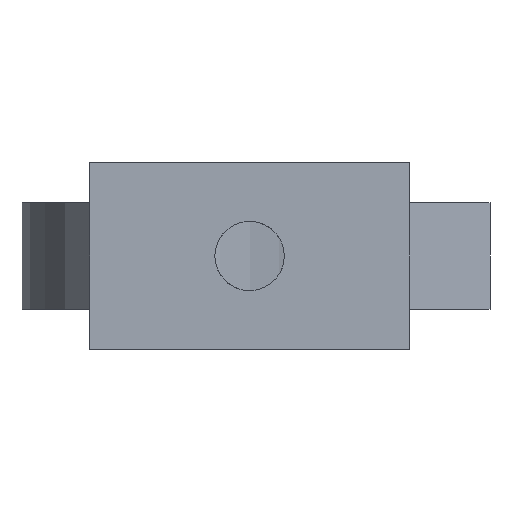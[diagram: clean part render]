
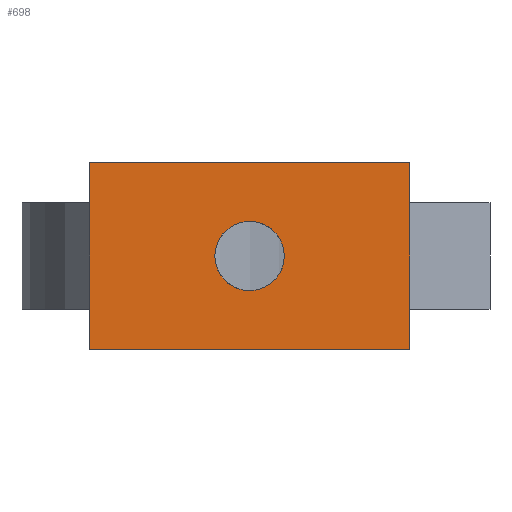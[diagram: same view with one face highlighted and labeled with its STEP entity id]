
A CAD part, front view. The second image highlights one B-rep face of the part: STEP entity #698.
In plain terms, the highlighted free-form (B-spline) face has degree [1, 1] with [2, 2] control points.
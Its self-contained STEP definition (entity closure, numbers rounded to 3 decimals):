
#114 = VERTEX_POINT('',#115);
#115 = CARTESIAN_POINT('',(0.,0.,-2.823));
#120 = EDGE_CURVE('',#121,#114,#123,.T.);
#121 = VERTEX_POINT('',#122);
#122 = CARTESIAN_POINT('',(0.,0.,2.823));
#123 = ( BOUNDED_CURVE() B_SPLINE_CURVE(2,(#124,#125,#126,#127,#128),
.UNSPECIFIED.,.F.,.F.) B_SPLINE_CURVE_WITH_KNOTS((3,2,3),(3.142,
4.712,6.283),.PIECEWISE_BEZIER_KNOTS.) CURVE() 
GEOMETRIC_REPRESENTATION_ITEM() RATIONAL_B_SPLINE_CURVE((1.,
0.707,1.,0.707,1.)) REPRESENTATION_ITEM('') );
#124 = CARTESIAN_POINT('',(0.,0.,2.823));
#125 = CARTESIAN_POINT('',(-2.823,0.,2.823));
#126 = CARTESIAN_POINT('',(-2.823,0.,0.));
#127 = CARTESIAN_POINT('',(-2.823,0.,-2.823));
#128 = CARTESIAN_POINT('',(0.,0.,-2.823));
#160 = VERTEX_POINT('',#161);
#161 = CARTESIAN_POINT('',(13.03,0.,7.601));
#166 = EDGE_CURVE('',#167,#160,#169,.T.);
#167 = VERTEX_POINT('',#168);
#168 = CARTESIAN_POINT('',(13.03,0.,-7.601));
#169 = B_SPLINE_CURVE_WITH_KNOTS('',1,(#170,#171),.UNSPECIFIED.,.F.,.F.,
  (2,2),(0.,14.),.PIECEWISE_BEZIER_KNOTS.);
#170 = CARTESIAN_POINT('',(13.03,0.,-7.601));
#171 = CARTESIAN_POINT('',(13.03,0.,7.601));
#216 = EDGE_CURVE('',#217,#219,#221,.T.);
#217 = VERTEX_POINT('',#218);
#218 = CARTESIAN_POINT('',(-13.03,0.,-7.601));
#219 = VERTEX_POINT('',#220);
#220 = CARTESIAN_POINT('',(-13.03,0.,7.601));
#221 = B_SPLINE_CURVE_WITH_KNOTS('',1,(#222,#223),.UNSPECIFIED.,.F.,.F.,
  (2,2),(0.,14.),.PIECEWISE_BEZIER_KNOTS.);
#222 = CARTESIAN_POINT('',(-13.03,0.,-7.601));
#223 = CARTESIAN_POINT('',(-13.03,0.,7.601));
#375 = EDGE_CURVE('',#219,#160,#376,.T.);
#376 = B_SPLINE_CURVE_WITH_KNOTS('',1,(#377,#378),.UNSPECIFIED.,.F.,.F.,
  (2,2),(0.,24.),.PIECEWISE_BEZIER_KNOTS.);
#377 = CARTESIAN_POINT('',(-13.03,0.,7.601));
#378 = CARTESIAN_POINT('',(13.03,0.,7.601));
#400 = EDGE_CURVE('',#114,#121,#401,.T.);
#401 = ( BOUNDED_CURVE() B_SPLINE_CURVE(2,(#402,#403,#404,#405,#406),
.UNSPECIFIED.,.F.,.F.) B_SPLINE_CURVE_WITH_KNOTS((3,2,3),(0.,
1.571,3.142),.PIECEWISE_BEZIER_KNOTS.) CURVE() 
GEOMETRIC_REPRESENTATION_ITEM() RATIONAL_B_SPLINE_CURVE((1.,
0.707,1.,0.707,1.)) REPRESENTATION_ITEM('') );
#402 = CARTESIAN_POINT('',(0.,0.,-2.823));
#403 = CARTESIAN_POINT('',(2.823,0.,-2.823));
#404 = CARTESIAN_POINT('',(2.823,0.,0.));
#405 = CARTESIAN_POINT('',(2.823,0.,2.823));
#406 = CARTESIAN_POINT('',(0.,0.,2.823));
#698 = ADVANCED_FACE('',(#699,#703),#713,.T.);
#699 = FACE_BOUND('',#700,.T.);
#700 = EDGE_LOOP('',(#701,#702));
#701 = ORIENTED_EDGE('',*,*,#400,.F.);
#702 = ORIENTED_EDGE('',*,*,#120,.F.);
#703 = FACE_BOUND('',#704,.T.);
#704 = EDGE_LOOP('',(#705,#706,#707,#708));
#705 = ORIENTED_EDGE('',*,*,#166,.T.);
#706 = ORIENTED_EDGE('',*,*,#375,.F.);
#707 = ORIENTED_EDGE('',*,*,#216,.F.);
#708 = ORIENTED_EDGE('',*,*,#709,.T.);
#709 = EDGE_CURVE('',#217,#167,#710,.T.);
#710 = B_SPLINE_CURVE_WITH_KNOTS('',1,(#711,#712),.UNSPECIFIED.,.F.,.F.,
  (2,2),(0.,24.),.PIECEWISE_BEZIER_KNOTS.);
#711 = CARTESIAN_POINT('',(-13.03,0.,-7.601));
#712 = CARTESIAN_POINT('',(13.03,0.,-7.601));
#713 = B_SPLINE_SURFACE_WITH_KNOTS('',1,1,(
    (#714,#715)
    ,(#716,#717
    )),.UNSPECIFIED.,.F.,.F.,.F.,(2,2),(2,2),(-14.,0.),(0.,24.),
  .PIECEWISE_BEZIER_KNOTS.);
#714 = CARTESIAN_POINT('',(-13.03,0.,7.601));
#715 = CARTESIAN_POINT('',(13.03,0.,7.601));
#716 = CARTESIAN_POINT('',(-13.03,0.,-7.601));
#717 = CARTESIAN_POINT('',(13.03,0.,-7.601));
